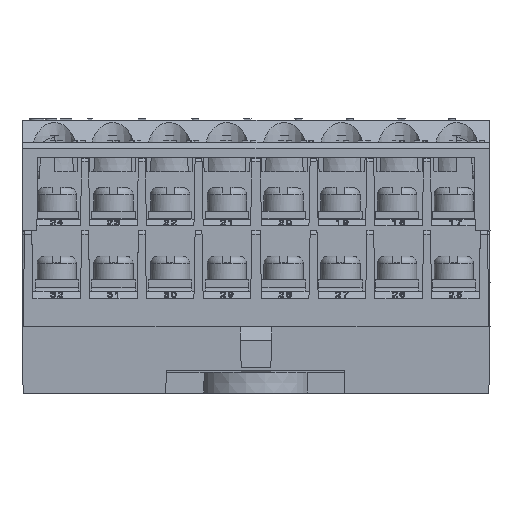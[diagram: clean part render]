
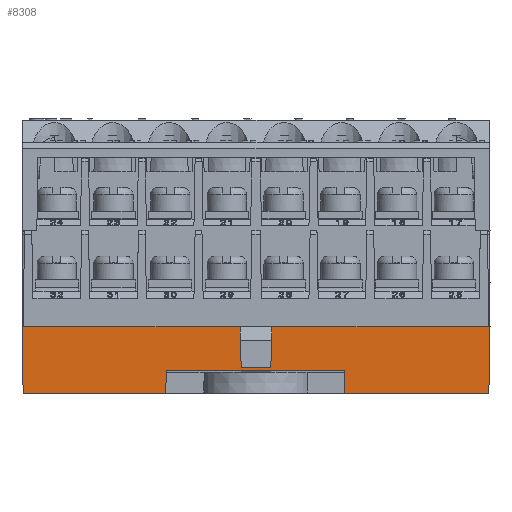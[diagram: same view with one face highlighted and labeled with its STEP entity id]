
A CAD part, front view. The second image highlights one B-rep face of the part: STEP entity #8308.
In plain terms, the highlighted planar face has unit normal (0, -1, -0.018).
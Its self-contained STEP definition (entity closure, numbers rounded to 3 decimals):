
#3946=FACE_OUTER_BOUND('',#18726,.T.);
#8308=ADVANCED_FACE('',(#3946),#12386,.F.);
#12386=PLANE('',#86462);
#18726=EDGE_LOOP('',(#35849,#35850,#35851,#35852,#35853,#35854,#35855,#35856,
#35857,#35858,#35859,#35860,#35861,#35862));
#35849=ORIENTED_EDGE('',*,*,#60381,.T.);
#35850=ORIENTED_EDGE('',*,*,#60382,.T.);
#35851=ORIENTED_EDGE('',*,*,#53766,.F.);
#35852=ORIENTED_EDGE('',*,*,#60383,.T.);
#35853=ORIENTED_EDGE('',*,*,#53757,.F.);
#35854=ORIENTED_EDGE('',*,*,#60384,.T.);
#35855=ORIENTED_EDGE('',*,*,#60385,.F.);
#35856=ORIENTED_EDGE('',*,*,#60386,.T.);
#35857=ORIENTED_EDGE('',*,*,#55555,.F.);
#35858=ORIENTED_EDGE('',*,*,#60387,.T.);
#35859=ORIENTED_EDGE('',*,*,#60388,.F.);
#35860=ORIENTED_EDGE('',*,*,#60389,.F.);
#35861=ORIENTED_EDGE('',*,*,#55553,.F.);
#35862=ORIENTED_EDGE('',*,*,#60390,.T.);
#46075=VERTEX_POINT('',#110300);
#46076=VERTEX_POINT('',#110302);
#46079=VERTEX_POINT('',#110310);
#46084=VERTEX_POINT('',#110319);
#47501=VERTEX_POINT('',#114435);
#47502=VERTEX_POINT('',#114436);
#47503=VERTEX_POINT('',#114438);
#47504=VERTEX_POINT('',#114440);
#50462=VERTEX_POINT('',#133611);
#50463=VERTEX_POINT('',#133612);
#50464=VERTEX_POINT('',#133616);
#50465=VERTEX_POINT('',#133618);
#50466=VERTEX_POINT('',#133621);
#50467=VERTEX_POINT('',#133623);
#53757=EDGE_CURVE('',#46075,#46076,#65293,.T.);
#53766=EDGE_CURVE('',#46084,#46079,#65302,.T.);
#55553=EDGE_CURVE('',#47501,#47502,#66964,.T.);
#55555=EDGE_CURVE('',#47503,#47504,#66966,.T.);
#60381=EDGE_CURVE('',#50462,#50463,#70575,.T.);
#60382=EDGE_CURVE('',#50463,#46079,#70576,.T.);
#60383=EDGE_CURVE('',#46084,#46076,#70577,.T.);
#60384=EDGE_CURVE('',#46075,#50464,#70578,.T.);
#60385=EDGE_CURVE('',#50465,#50464,#70579,.T.);
#60386=EDGE_CURVE('',#50465,#47504,#70580,.T.);
#60387=EDGE_CURVE('',#47503,#50466,#70581,.T.);
#60388=EDGE_CURVE('',#50467,#50466,#70582,.T.);
#60389=EDGE_CURVE('',#47502,#50467,#70583,.T.);
#60390=EDGE_CURVE('',#47501,#50462,#70584,.T.);
#65293=LINE('',#110301,#74242);
#65302=LINE('',#110320,#74251);
#66964=LINE('',#114434,#75913);
#66966=LINE('',#114439,#75915);
#70575=LINE('',#133610,#79697);
#70576=LINE('',#133613,#79698);
#70577=LINE('',#133614,#79699);
#70578=LINE('',#133615,#79700);
#70579=LINE('',#133617,#79701);
#70580=LINE('',#133619,#79702);
#70581=LINE('',#133620,#79703);
#70582=LINE('',#133622,#79704);
#70583=LINE('',#133624,#79705);
#70584=LINE('',#133625,#79706);
#74242=VECTOR('',#89233,1.);
#74251=VECTOR('',#89244,1.);
#75913=VECTOR('',#91936,1.);
#75915=VECTOR('',#91938,1.);
#79697=VECTOR('',#100818,1.);
#79698=VECTOR('',#100819,1.);
#79699=VECTOR('',#100820,1.);
#79700=VECTOR('',#100821,1.);
#79701=VECTOR('',#100822,1.);
#79702=VECTOR('',#100823,1.);
#79703=VECTOR('',#100824,1.);
#79704=VECTOR('',#100825,1.);
#79705=VECTOR('',#100826,1.);
#79706=VECTOR('',#100827,1.);
#86462=AXIS2_PLACEMENT_3D('',#133626,#100828,#100829);
#89233=DIRECTION('',(-0.017,-0.017,1.));
#89244=DIRECTION('',(-0.017,0.017,-1.));
#91936=DIRECTION('',(1.,0.,0.));
#91938=DIRECTION('',(1.,0.,0.));
#100818=DIRECTION('',(0.017,0.017,-1.));
#100819=DIRECTION('',(1.,0.,0.));
#100820=DIRECTION('',(1.,0.,0.));
#100821=DIRECTION('',(1.,0.,0.));
#100822=DIRECTION('',(-0.017,0.017,-1.));
#100823=DIRECTION('',(-1.,0.,0.));
#100824=DIRECTION('',(-0.036,0.017,-0.999));
#100825=DIRECTION('',(1.,0.,0.));
#100826=DIRECTION('',(0.036,0.017,-0.999));
#100827=DIRECTION('',(-1.,0.,0.));
#100828=DIRECTION('',(0.,1.,0.017));
#100829=DIRECTION('',(0.,0.017,-1.));
#110300=CARTESIAN_POINT('',(118.696,-15.649,-19.975));
#110301=CARTESIAN_POINT('',(118.538,-15.808,-10.881));
#110302=CARTESIAN_POINT('',(118.644,-15.701,-16.972));
#110310=CARTESIAN_POINT('',(94.718,-15.649,-19.975));
#110319=CARTESIAN_POINT('',(94.77,-15.701,-16.972));
#110320=CARTESIAN_POINT('',(94.769,-15.7,-17.043));
#114434=CARTESIAN_POINT('',(106.81,-15.804,-11.086));
#114435=CARTESIAN_POINT('',(75.629,-15.804,-11.086));
#114436=CARTESIAN_POINT('',(104.708,-15.804,-11.086));
#114438=CARTESIAN_POINT('',(108.912,-15.804,-11.086));
#114439=CARTESIAN_POINT('',(106.81,-15.804,-11.086));
#114440=CARTESIAN_POINT('',(137.991,-15.804,-11.086));
#133610=CARTESIAN_POINT('',(75.438,-15.795,-11.633));
#133611=CARTESIAN_POINT('',(75.429,-15.804,-11.086));
#133612=CARTESIAN_POINT('',(75.584,-15.649,-19.975));
#133613=CARTESIAN_POINT('',(106.81,-15.649,-19.975));
#133614=CARTESIAN_POINT('',(106.81,-15.701,-16.972));
#133615=CARTESIAN_POINT('',(106.81,-15.649,-19.975));
#133616=CARTESIAN_POINT('',(138.036,-15.649,-19.975));
#133617=CARTESIAN_POINT('',(138.181,-15.794,-11.673));
#133618=CARTESIAN_POINT('',(138.191,-15.804,-11.086));
#133619=CARTESIAN_POINT('',(106.81,-15.804,-11.086));
#133620=CARTESIAN_POINT('',(109.773,-16.223,12.905));
#133621=CARTESIAN_POINT('',(108.716,-15.709,-16.541));
#133622=CARTESIAN_POINT('',(106.81,-15.709,-16.541));
#133623=CARTESIAN_POINT('',(104.904,-15.709,-16.541));
#133624=CARTESIAN_POINT('',(104.779,-15.77,-13.062));
#133625=CARTESIAN_POINT('',(106.81,-15.804,-11.086));
#133626=CARTESIAN_POINT('',(106.81,-15.804,-11.086));
